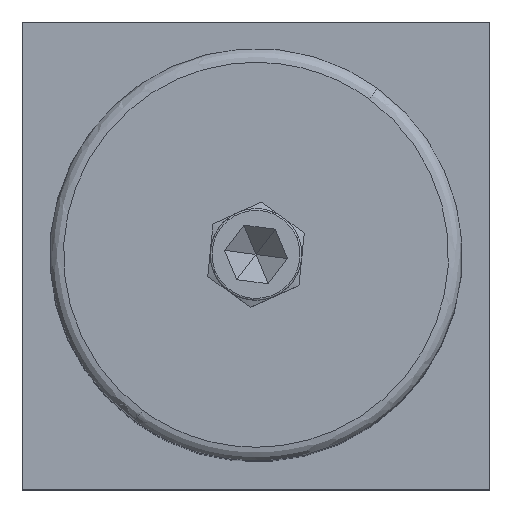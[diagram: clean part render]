
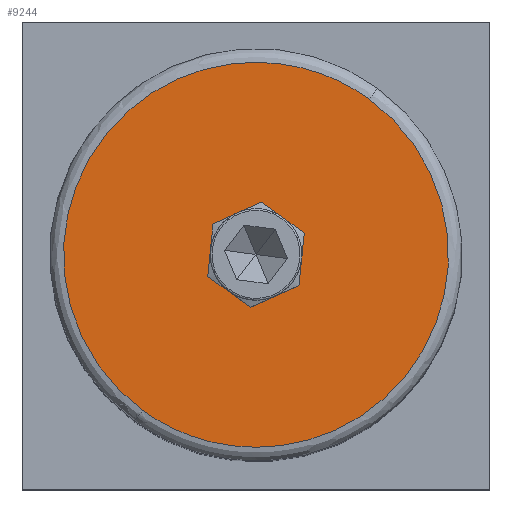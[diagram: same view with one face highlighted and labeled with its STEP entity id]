
A CAD part, top view. The second image highlights one B-rep face of the part: STEP entity #9244.
In plain terms, the highlighted planar face has unit normal (0, 0, 1).
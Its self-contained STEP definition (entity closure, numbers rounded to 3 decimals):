
#732 = CARTESIAN_POINT ( 'NONE',  ( 2.149, -1.932, 60. ) ) ;
#806 = CARTESIAN_POINT ( 'NONE',  ( -1.536, -3.002, 60. ) ) ;
#819 = DIRECTION ( 'NONE',  ( 1., 0., 0. ) ) ;
#1438 = CARTESIAN_POINT ( 'NONE',  ( -2.82, -1.543, 60. ) ) ;
#1519 = CARTESIAN_POINT ( 'NONE',  ( -2.202, 1.719, 60. ) ) ;
#1535 = CARTESIAN_POINT ( 'NONE',  ( 21., -42., 60. ) ) ;
#2249 = EDGE_LOOP ( 'NONE', ( #14493, #21906 ) ) ;
#2444 = CARTESIAN_POINT ( 'NONE',  ( 2.489, 0.547, 60. ) ) ;
#2522 = CARTESIAN_POINT ( 'NONE',  ( 1.857, -2.284, 60. ) ) ;
#2827 = EDGE_LOOP ( 'NONE', ( #10358, #5843, #14786 ) ) ;
#3166 = DIRECTION ( 'NONE',  ( 0., 0., 1. ) ) ;
#3239 = CARTESIAN_POINT ( 'NONE',  ( -3.032, -0.805, 60. ) ) ;
#3308 = VERTEX_POINT ( 'NONE', #6309 ) ;
#3315 = CARTESIAN_POINT ( 'NONE',  ( -1.849, 2.017, 60. ) ) ;
#4245 = CARTESIAN_POINT ( 'NONE',  ( 2.609, 0.105, 60. ) ) ;
#4323 = CARTESIAN_POINT ( 'NONE',  ( 1.513, -2.589, 60. ) ) ;
#4879 = B_SPLINE_CURVE_WITH_KNOTS ( 'NONE', 3,
 ( #19085, #8461, #20833, #10207, #22573, #11978, #1438, #13761, #3239, #15517, #5018, #17321, #6775, #19172, #8535, #20907, #10280, #22650, #12057, #1519, #13836, #3315, #15597, #5092, #17393, #6849, #19249, #8611 ),
 .UNSPECIFIED., .F., .F.,
 ( 4, 2, 2, 2, 2, 2, 2, 2, 2, 2, 2, 2, 2, 4 ),
 ( 0., 0.001, 0.001, 0.002, 0.003, 0.003, 0.004, 0.004, 0.005, 0.005, 0.005, 0.006, 0.006, 0.007 ),
 .UNSPECIFIED. ) ;
#5018 = CARTESIAN_POINT ( 'NONE',  ( -3.049, -0.197, 60. ) ) ;
#5092 = CARTESIAN_POINT ( 'NONE',  ( -1.455, 2.246, 60. ) ) ;
#5612 = CARTESIAN_POINT ( 'NONE',  ( 21., 0., 60. ) ) ;
#5843 = ORIENTED_EDGE ( 'NONE', *, *, #20278, .T. ) ;
#6000 = CARTESIAN_POINT ( 'NONE',  ( 2.648, -0.352, 60. ) ) ;
#6058 = EDGE_CURVE ( 'NONE', #3308, #15965, #20092, .T. ) ;
#6074 = CARTESIAN_POINT ( 'NONE',  ( 1.131, -2.837, 60. ) ) ;
#6174 = CARTESIAN_POINT ( 'NONE',  ( 2.36, 0.824, 60. ) ) ;
#6309 = CARTESIAN_POINT ( 'NONE',  ( -0.262, 2.486, 60. ) ) ;
#6626 = PLANE ( 'NONE',  #16747 ) ;
#6775 = CARTESIAN_POINT ( 'NONE',  ( -2.992, 0.262, 60. ) ) ;
#6849 = CARTESIAN_POINT ( 'NONE',  ( -0.875, 2.454, 60. ) ) ;
#6865 = CARTESIAN_POINT ( 'NONE',  ( -21., 0., 60. ) ) ;
#7696 = CARTESIAN_POINT ( 'NONE',  ( 2.36, 0.824, 60. ) ) ;
#7769 = CARTESIAN_POINT ( 'NONE',  ( 2.61, -0.81, 60. ) ) ;
#7847 = CARTESIAN_POINT ( 'NONE',  ( 0.57, -3.086, 60. ) ) ;
#8461 = CARTESIAN_POINT ( 'NONE',  ( -2.054, -2.675, 60. ) ) ;
#8535 = CARTESIAN_POINT ( 'NONE',  ( -2.864, 0.7, 60. ) ) ;
#8611 = CARTESIAN_POINT ( 'NONE',  ( -0.262, 2.486, 60. ) ) ;
#8658 =( BOUNDED_CURVE ( )  B_SPLINE_CURVE ( 3, ( #13859, #1535, #17412, #6865 ),
 .UNSPECIFIED., .F., .F. ) 
 B_SPLINE_CURVE_WITH_KNOTS ( ( 4, 4 ),
 ( 0., 1. ),
 .UNSPECIFIED. ) 
 CURVE ( )  GEOMETRIC_REPRESENTATION_ITEM ( )  RATIONAL_B_SPLINE_CURVE ( ( 1., 0.333, 0.333, 1. ) ) 
 REPRESENTATION_ITEM ( '' )  );
#9244 = ADVANCED_FACE ( 'NONE', ( #21947, #17230 ), #6626, .T. ) ;
#9403 = VERTEX_POINT ( 'NONE', #17712 ) ;
#9520 = CARTESIAN_POINT ( 'NONE',  ( 2.496, -1.253, 60. ) ) ;
#9597 = CARTESIAN_POINT ( 'NONE',  ( -0.337, -3.22, 60. ) ) ;
#10141 = CARTESIAN_POINT ( 'NONE',  ( 0., 0., 60. ) ) ;
#10207 = CARTESIAN_POINT ( 'NONE',  ( -2.535, -2.085, 60. ) ) ;
#10280 = CARTESIAN_POINT ( 'NONE',  ( -2.667, 1.115, 60. ) ) ;
#10358 = ORIENTED_EDGE ( 'NONE', *, *, #6058, .T. ) ;
#10362 = VERTEX_POINT ( 'NONE', #22202 ) ;
#10795 = CARTESIAN_POINT ( 'NONE',  ( -21., 42., 60. ) ) ;
#10895 = VERTEX_POINT ( 'NONE', #19889 ) ;
#11285 = CARTESIAN_POINT ( 'NONE',  ( 2.31, -1.673, 60. ) ) ;
#11370 = CARTESIAN_POINT ( 'NONE',  ( -1.244, -3.098, 60. ) ) ;
#11384 = DIRECTION ( 'NONE',  ( 0., 0., -1. ) ) ;
#11978 = CARTESIAN_POINT ( 'NONE',  ( -2.76, -1.682, 60. ) ) ;
#12057 = CARTESIAN_POINT ( 'NONE',  ( -2.407, 1.493, 60. ) ) ;
#12231 = CARTESIAN_POINT ( 'NONE',  ( -21., 0., 60. ) ) ;
#13072 = CARTESIAN_POINT ( 'NONE',  ( 2.057, -2.054, 60. ) ) ;
#13158 = CARTESIAN_POINT ( 'NONE',  ( -1.812, -2.867, 60. ) ) ;
#13761 = CARTESIAN_POINT ( 'NONE',  ( -2.972, -1.112, 60. ) ) ;
#13835 = EDGE_CURVE ( 'NONE', #9403, #3308, #4879, .T. ) ;
#13836 = CARTESIAN_POINT ( 'NONE',  ( -2.089, 1.825, 60. ) ) ;
#13859 = CARTESIAN_POINT ( 'NONE',  ( 21., 0., 60. ) ) ;
#14493 = ORIENTED_EDGE ( 'NONE', *, *, #15006, .F. ) ;
#14764 = CARTESIAN_POINT ( 'NONE',  ( 2.578, 0.256, 60. ) ) ;
#14786 = ORIENTED_EDGE ( 'NONE', *, *, #13835, .T. ) ;
#14842 = CARTESIAN_POINT ( 'NONE',  ( 1.747, -2.392, 60. ) ) ;
#15006 = EDGE_CURVE ( 'NONE', #10895, #10362, #16190, .T. ) ;
#15451 = DIRECTION ( 'NONE',  ( 1., 0., 0. ) ) ;
#15517 = CARTESIAN_POINT ( 'NONE',  ( -3.053, -0.349, 60. ) ) ;
#15597 = CARTESIAN_POINT ( 'NONE',  ( -1.722, 2.101, 60. ) ) ;
#15613 = B_SPLINE_CURVE_WITH_KNOTS ( 'NONE', 3,
 ( #7696, #18266, #2444, #14764, #4245, #16504, #6000, #18344, #7769, #20160, #9520, #21896, #11285, #732, #13072, #2522, #14842, #4323, #16580, #6074, #18429, #7847, #20230, #9597, #21971, #11370, #806, #13158 ),
 .UNSPECIFIED., .F., .F.,
 ( 4, 2, 2, 2, 2, 2, 2, 2, 2, 2, 2, 2, 2, 4 ),
 ( 0., 0., 0.001, 0.001, 0.002, 0.002, 0.003, 0.003, 0.004, 0.004, 0.005, 0.005, 0.006, 0.007 ),
 .UNSPECIFIED. ) ;
#15965 = VERTEX_POINT ( 'NONE', #6174 ) ;
#16108 = CARTESIAN_POINT ( 'NONE',  ( 21., 42., 60. ) ) ;
#16190 =( BOUNDED_CURVE ( )  B_SPLINE_CURVE ( 3, ( #12231, #10795, #16108, #5612 ),
 .UNSPECIFIED., .F., .T. ) 
 B_SPLINE_CURVE_WITH_KNOTS ( ( 4, 4 ),
 ( 0., 1. ),
 .UNSPECIFIED. ) 
 CURVE ( )  GEOMETRIC_REPRESENTATION_ITEM ( )  RATIONAL_B_SPLINE_CURVE ( ( 1., 0.333, 0.333, 1. ) ) 
 REPRESENTATION_ITEM ( '' )  );
#16504 = CARTESIAN_POINT ( 'NONE',  ( 2.644, -0.2, 60. ) ) ;
#16580 = CARTESIAN_POINT ( 'NONE',  ( 1.39, -2.678, 60. ) ) ;
#16747 = AXIS2_PLACEMENT_3D ( 'NONE', #10141, #3166, #15451 ) ;
#17230 = FACE_BOUND ( 'NONE', #2827, .T. ) ;
#17321 = CARTESIAN_POINT ( 'NONE',  ( -3.019, 0.109, 60. ) ) ;
#17393 = CARTESIAN_POINT ( 'NONE',  ( -1.313, 2.308, 60. ) ) ;
#17412 = CARTESIAN_POINT ( 'NONE',  ( -21., -42., 60. ) ) ;
#17712 = CARTESIAN_POINT ( 'NONE',  ( -1.812, -2.867, 60. ) ) ;
#18266 = CARTESIAN_POINT ( 'NONE',  ( 2.432, 0.688, 60. ) ) ;
#18344 = CARTESIAN_POINT ( 'NONE',  ( 2.631, -0.657, 60. ) ) ;
#18429 = CARTESIAN_POINT ( 'NONE',  ( 0.993, -2.908, 60. ) ) ;
#19085 = CARTESIAN_POINT ( 'NONE',  ( -1.812, -2.867, 60. ) ) ;
#19172 = CARTESIAN_POINT ( 'NONE',  ( -2.915, 0.556, 60. ) ) ;
#19249 = CARTESIAN_POINT ( 'NONE',  ( -0.571, 2.497, 60. ) ) ;
#19889 = CARTESIAN_POINT ( 'NONE',  ( -21., 0., 60. ) ) ;
#20092 = CIRCLE ( 'NONE', #21551, 2.5 ) ;
#20160 = CARTESIAN_POINT ( 'NONE',  ( 2.542, -1.108, 60. ) ) ;
#20230 = CARTESIAN_POINT ( 'NONE',  ( 0.276, -3.16, 60. ) ) ;
#20278 = EDGE_CURVE ( 'NONE', #15965, #9403, #15613, .T. ) ;
#20546 = EDGE_CURVE ( 'NONE', #10362, #10895, #8658, .T. ) ;
#20833 = CARTESIAN_POINT ( 'NONE',  ( -2.266, -2.456, 60. ) ) ;
#20907 = CARTESIAN_POINT ( 'NONE',  ( -2.741, 0.979, 60. ) ) ;
#21551 = AXIS2_PLACEMENT_3D ( 'NONE', #21982, #11384, #819 ) ;
#21896 = CARTESIAN_POINT ( 'NONE',  ( 2.381, -1.535, 60. ) ) ;
#21906 = ORIENTED_EDGE ( 'NONE', *, *, #20546, .F. ) ;
#21947 = FACE_OUTER_BOUND ( 'NONE', #2249, .T. ) ;
#21971 = CARTESIAN_POINT ( 'NONE',  ( -0.641, -3.207, 60. ) ) ;
#21982 = CARTESIAN_POINT ( 'NONE',  ( 0., 0., 60. ) ) ;
#22202 = CARTESIAN_POINT ( 'NONE',  ( 21., 0., 60. ) ) ;
#22573 = CARTESIAN_POINT ( 'NONE',  ( -2.617, -1.953, 60. ) ) ;
#22650 = CARTESIAN_POINT ( 'NONE',  ( -2.5, 1.372, 60. ) ) ;
